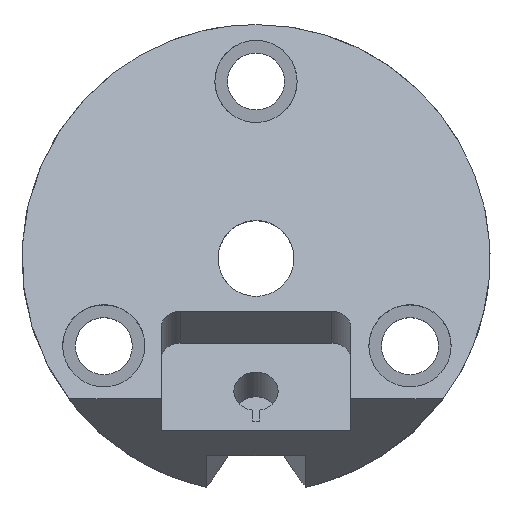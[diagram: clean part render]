
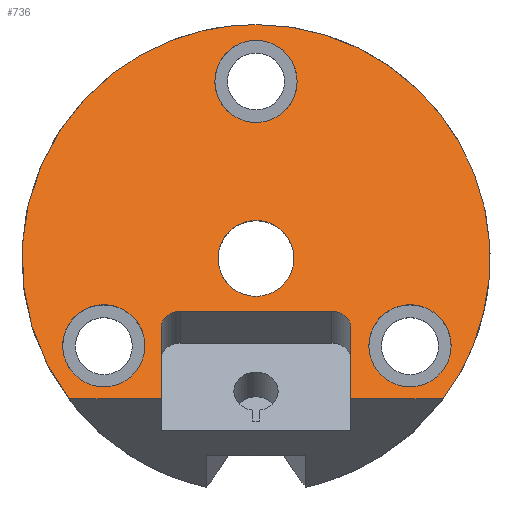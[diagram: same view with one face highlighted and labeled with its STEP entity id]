
A CAD part, top view. The second image highlights one B-rep face of the part: STEP entity #736.
In plain terms, the highlighted planar face has unit normal (0, 0.5, 0.866).
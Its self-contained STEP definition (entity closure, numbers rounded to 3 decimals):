
#144 = VERTEX_POINT('',#145);
#145 = CARTESIAN_POINT('',(14.785,-11.12,
    22.739));
#152 = EDGE_CURVE('',#153,#144,#155,.T.);
#153 = VERTEX_POINT('',#154);
#154 = CARTESIAN_POINT('',(0.,18.5,5.638));
#155 = ELLIPSE('',#156,21.362,18.5);
#156 = AXIS2_PLACEMENT_3D('',#157,#158,#159);
#157 = CARTESIAN_POINT('',(0.,0.,16.319));
#158 = DIRECTION('',(0.,-0.5,-0.866));
#159 = DIRECTION('',(0.,0.866,-0.5));
#243 = EDGE_CURVE('',#244,#153,#246,.T.);
#244 = VERTEX_POINT('',#245);
#245 = CARTESIAN_POINT('',(-14.785,-11.12,
    22.739));
#246 = ELLIPSE('',#247,21.362,18.5);
#247 = AXIS2_PLACEMENT_3D('',#248,#249,#250);
#248 = CARTESIAN_POINT('',(0.,0.,16.319));
#249 = DIRECTION('',(0.,-0.5,-0.866));
#250 = DIRECTION('',(0.,0.866,-0.5));
#677 = EDGE_CURVE('',#144,#678,#680,.T.);
#678 = VERTEX_POINT('',#679);
#679 = CARTESIAN_POINT('',(7.5,-11.12,22.739));
#680 = LINE('',#681,#682);
#681 = CARTESIAN_POINT('',(20.808,-11.12,
    22.739));
#682 = VECTOR('',#683,1.);
#683 = DIRECTION('',(-1.,0.,0.));
#702 = EDGE_CURVE('',#703,#244,#705,.T.);
#703 = VERTEX_POINT('',#704);
#704 = CARTESIAN_POINT('',(-7.5,-11.12,22.739));
#705 = LINE('',#706,#707);
#706 = CARTESIAN_POINT('',(20.808,-11.12,
    22.739));
#707 = VECTOR('',#708,1.);
#708 = DIRECTION('',(-1.,0.,0.));
#736 = ADVANCED_FACE('',(#737,#783,#794,#805,#816),#827,.F.);
#737 = FACE_BOUND('',#738,.F.);
#738 = EDGE_LOOP('',(#739,#740,#741,#742,#743,#751,#760,#768,#777));
#739 = ORIENTED_EDGE('',*,*,#702,.T.);
#740 = ORIENTED_EDGE('',*,*,#243,.T.);
#741 = ORIENTED_EDGE('',*,*,#152,.T.);
#742 = ORIENTED_EDGE('',*,*,#677,.T.);
#743 = ORIENTED_EDGE('',*,*,#744,.F.);
#744 = EDGE_CURVE('',#745,#678,#747,.T.);
#745 = VERTEX_POINT('',#746);
#746 = CARTESIAN_POINT('',(7.5,-5.491,19.489));
#747 = LINE('',#748,#749);
#748 = CARTESIAN_POINT('',(7.5,-5.491,19.489));
#749 = VECTOR('',#750,1.);
#750 = DIRECTION('',(0.,-0.866,0.5));
#751 = ORIENTED_EDGE('',*,*,#752,.T.);
#752 = EDGE_CURVE('',#745,#753,#755,.T.);
#753 = VERTEX_POINT('',#754);
#754 = CARTESIAN_POINT('',(6.,-4.192,
    18.739));
#755 = CIRCLE('',#756,1.5);
#756 = AXIS2_PLACEMENT_3D('',#757,#758,#759);
#757 = CARTESIAN_POINT('',(6.,-5.491,19.489
    ));
#758 = DIRECTION('',(-0.,0.5,0.866));
#759 = DIRECTION('',(1.,0.,0.));
#760 = ORIENTED_EDGE('',*,*,#761,.F.);
#761 = EDGE_CURVE('',#762,#753,#764,.T.);
#762 = VERTEX_POINT('',#763);
#763 = CARTESIAN_POINT('',(-6.,-4.192,
    18.739));
#764 = LINE('',#765,#766);
#765 = CARTESIAN_POINT('',(-6.,-4.192,
    18.739));
#766 = VECTOR('',#767,1.);
#767 = DIRECTION('',(1.,0.,0.));
#768 = ORIENTED_EDGE('',*,*,#769,.T.);
#769 = EDGE_CURVE('',#762,#770,#772,.T.);
#770 = VERTEX_POINT('',#771);
#771 = CARTESIAN_POINT('',(-7.5,-5.491,19.489));
#772 = CIRCLE('',#773,1.5);
#773 = AXIS2_PLACEMENT_3D('',#774,#775,#776);
#774 = CARTESIAN_POINT('',(-6.,-5.491,
    19.489));
#775 = DIRECTION('',(-0.,0.5,0.866));
#776 = DIRECTION('',(1.,0.,0.));
#777 = ORIENTED_EDGE('',*,*,#778,.F.);
#778 = EDGE_CURVE('',#703,#770,#779,.T.);
#779 = LINE('',#780,#781);
#780 = CARTESIAN_POINT('',(-7.5,-11.12,22.739));
#781 = VECTOR('',#782,1.);
#782 = DIRECTION('',(0.,0.866,-0.5));
#783 = FACE_BOUND('',#784,.F.);
#784 = EDGE_LOOP('',(#785));
#785 = ORIENTED_EDGE('',*,*,#786,.F.);
#786 = EDGE_CURVE('',#787,#787,#789,.T.);
#787 = VERTEX_POINT('',#788);
#788 = CARTESIAN_POINT('',(-8.777,-6.916,
    20.312));
#789 = ELLIPSE('',#790,3.753,3.25);
#790 = AXIS2_PLACEMENT_3D('',#791,#792,#793);
#791 = CARTESIAN_POINT('',(-12.027,-6.916,
    20.312));
#792 = DIRECTION('',(0.,-0.5,-0.866));
#793 = DIRECTION('',(0.,0.866,-0.5));
#794 = FACE_BOUND('',#795,.F.);
#795 = EDGE_LOOP('',(#796));
#796 = ORIENTED_EDGE('',*,*,#797,.F.);
#797 = EDGE_CURVE('',#798,#798,#800,.T.);
#798 = VERTEX_POINT('',#799);
#799 = CARTESIAN_POINT('',(3.,0.,16.319));
#800 = ELLIPSE('',#801,3.464,3.);
#801 = AXIS2_PLACEMENT_3D('',#802,#803,#804);
#802 = CARTESIAN_POINT('',(0.,0.,16.319));
#803 = DIRECTION('',(0.,-0.5,-0.866));
#804 = DIRECTION('',(0.,0.866,-0.5));
#805 = FACE_BOUND('',#806,.F.);
#806 = EDGE_LOOP('',(#807));
#807 = ORIENTED_EDGE('',*,*,#808,.F.);
#808 = EDGE_CURVE('',#809,#809,#811,.T.);
#809 = VERTEX_POINT('',#810);
#810 = CARTESIAN_POINT('',(3.25,14.,8.236));
#811 = ELLIPSE('',#812,3.753,3.25);
#812 = AXIS2_PLACEMENT_3D('',#813,#814,#815);
#813 = CARTESIAN_POINT('',(0.,14.,8.236));
#814 = DIRECTION('',(0.,-0.5,-0.866));
#815 = DIRECTION('',(0.,0.866,-0.5));
#816 = FACE_BOUND('',#817,.F.);
#817 = EDGE_LOOP('',(#818));
#818 = ORIENTED_EDGE('',*,*,#819,.F.);
#819 = EDGE_CURVE('',#820,#820,#822,.T.);
#820 = VERTEX_POINT('',#821);
#821 = CARTESIAN_POINT('',(15.423,-6.916,
    20.312));
#822 = ELLIPSE('',#823,3.753,3.25);
#823 = AXIS2_PLACEMENT_3D('',#824,#825,#826);
#824 = CARTESIAN_POINT('',(12.173,-6.916,
    20.312));
#825 = DIRECTION('',(0.,-0.5,-0.866));
#826 = DIRECTION('',(0.,0.866,-0.5));
#827 = PLANE('',#828);
#828 = AXIS2_PLACEMENT_3D('',#829,#830,#831);
#829 = CARTESIAN_POINT('',(20.,-18.5,27.));
#830 = DIRECTION('',(0.,-0.5,-0.866));
#831 = DIRECTION('',(0.,0.866,-0.5));
